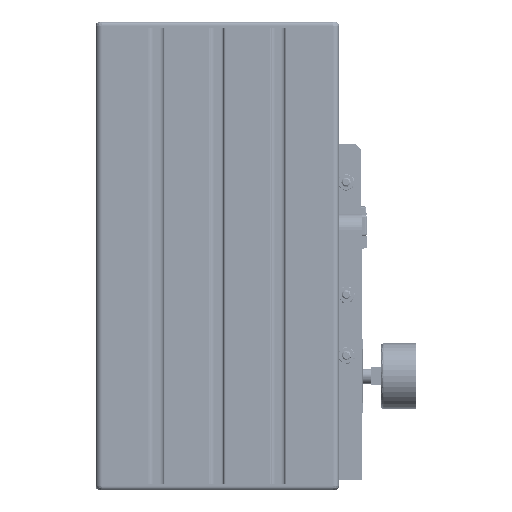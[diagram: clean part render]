
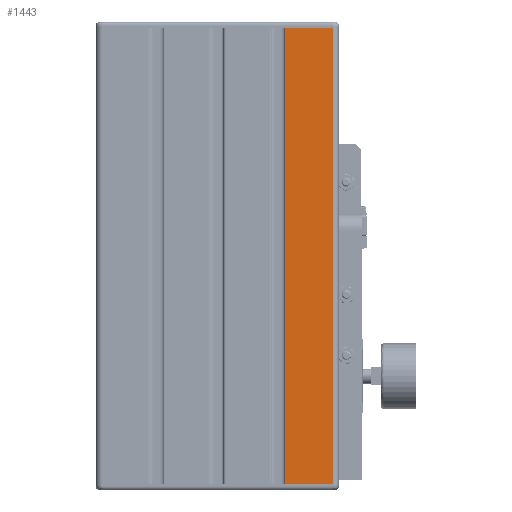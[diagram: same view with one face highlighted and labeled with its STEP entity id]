
A CAD part, front view. The second image highlights one B-rep face of the part: STEP entity #1443.
In plain terms, the highlighted planar face has unit normal (0, -1, 0).
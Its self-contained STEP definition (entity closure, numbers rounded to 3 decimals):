
#1443 = ADVANCED_FACE ( 'NONE', ( #15226 ), #37820, .T. ) ;
#15226 = FACE_OUTER_BOUND ( 'NONE', #77472, .T. ) ;
#28523 = CARTESIAN_POINT ( 'NONE',  ( 156., 0., 0. ) ) ;
#28531 = CARTESIAN_POINT ( 'NONE',  ( 156., 0., 300. ) ) ;
#28548 = DIRECTION ( 'NONE',  ( -1., 0., 0. ) ) ;
#28552 = DIRECTION ( 'NONE',  ( 1., 0., 0. ) ) ;
#28554 = DIRECTION ( 'NONE',  ( 0., 0., 1. ) ) ;
#28566 = CARTESIAN_POINT ( 'NONE',  ( 156., 0., 0. ) ) ;
#28580 = DIRECTION ( 'NONE',  ( 0., 0., -1. ) ) ;
#28583 = CARTESIAN_POINT ( 'NONE',  ( 125.5, 0., 0. ) ) ;
#37820 = PLANE ( 'NONE',  #310321 ) ;
#37827 = CARTESIAN_POINT ( 'NONE',  ( 156., 0., 0. ) ) ;
#37828 = DIRECTION ( 'NONE',  ( 0., -1., 0. ) ) ;
#37829 = DIRECTION ( 'NONE',  ( 0., 0., -1. ) ) ;
#39873 = LINE ( 'NONE', #28531, #39882 ) ;
#39876 = LINE ( 'NONE', #28523, #39890 ) ;
#39879 = LINE ( 'NONE', #28566, #39899 ) ;
#39882 = VECTOR ( 'NONE', #28548, 1000. ) ;
#39890 = VECTOR ( 'NONE', #28554, 1000. ) ;
#39899 = VECTOR ( 'NONE', #28552, 1000. ) ;
#39906 = LINE ( 'NONE', #28583, #39916 ) ;
#39916 = VECTOR ( 'NONE', #28580, 1000. ) ;
#71844 = CARTESIAN_POINT ( 'NONE',  ( 156., 0., 300. ) ) ;
#72184 = CARTESIAN_POINT ( 'NONE',  ( 125.5, 0., 0. ) ) ;
#72376 = CARTESIAN_POINT ( 'NONE',  ( 156., 0., 0. ) ) ;
#72533 = CARTESIAN_POINT ( 'NONE',  ( 125.5, 0., 300. ) ) ;
#77472 = EDGE_LOOP ( 'NONE', ( #87848, #89188, #111076, #111047 ) ) ;
#87848 = ORIENTED_EDGE ( 'NONE', *, *, #93736, .T. ) ;
#89188 = ORIENTED_EDGE ( 'NONE', *, *, #93733, .T. ) ;
#93733 = EDGE_CURVE ( 'NONE', #121173, #122230, #39873, .T. ) ;
#93736 = EDGE_CURVE ( 'NONE', #122005, #121173, #39876, .T. ) ;
#93744 = EDGE_CURVE ( 'NONE', #121709, #122005, #39879, .T. ) ;
#93755 = EDGE_CURVE ( 'NONE', #122230, #121709, #39906, .T. ) ;
#111047 = ORIENTED_EDGE ( 'NONE', *, *, #93744, .T. ) ;
#111076 = ORIENTED_EDGE ( 'NONE', *, *, #93755, .T. ) ;
#121173 = VERTEX_POINT ( 'NONE', #71844 ) ;
#121709 = VERTEX_POINT ( 'NONE', #72184 ) ;
#122005 = VERTEX_POINT ( 'NONE', #72376 ) ;
#122230 = VERTEX_POINT ( 'NONE', #72533 ) ;
#310321 = AXIS2_PLACEMENT_3D ( 'NONE', #37827, #37828, #37829 ) ;
